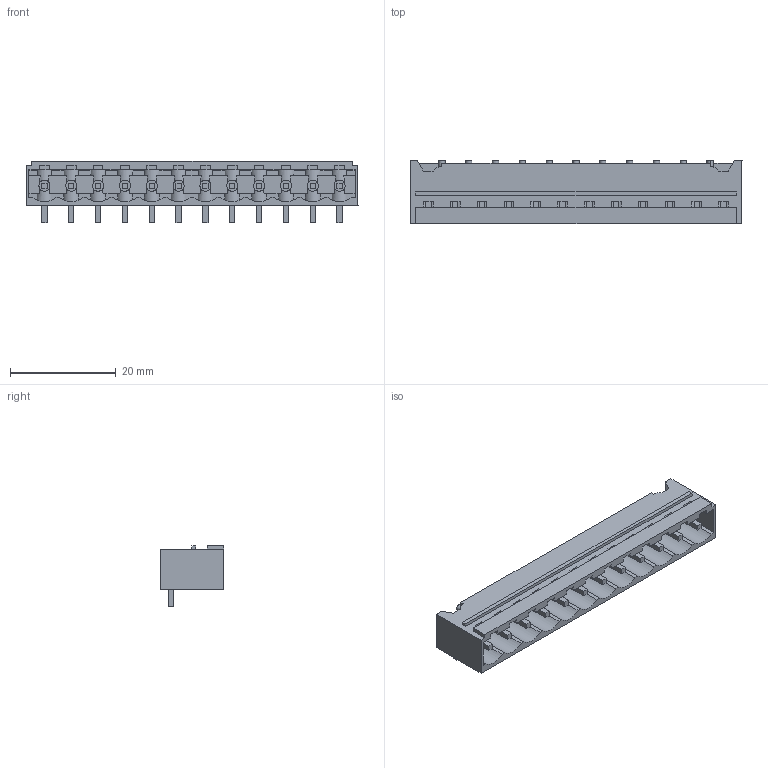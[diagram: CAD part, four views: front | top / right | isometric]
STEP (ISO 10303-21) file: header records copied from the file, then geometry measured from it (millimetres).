
FILE_DESCRIPTION(('CATIA V5 STEP Exchange','CAx-IF Rec.Pracs.--- Model Styling and Organization---1.4--- 2014-01-23'),'2;1');
FILE_NAME ('D1456040_1_1780280000_1780280000.stp','2021-02-08T08:16:50+00:00',('none'),('Weidmueller'),'CATIA Version 5-6 Release 2016 SP3 HF44','CATIA V5 STEP AP214','none');
FILE_SCHEMA(('AUTOMOTIVE_DESIGN { 1 0 10303 214 1 1 1 1 }'));
Length unit declared in the file: millimetre
Products named in the file (1): 1780280000
Bounding box: 62.86 x 12 x 11.63 mm (x, y, z)
Volume: 2315.5 mm3; surface area: 5359.3 mm2
Topology: 13 solids, 13 shells, 736 faces, 2252 edges, 1519 vertices
Faces by surface type: plane 607, cylinder 107, extrusion 22
Entity records: 24986 total; most frequent: CARTESIAN_POINT 5984, ORIENTED_EDGE 4504, DIRECTION 2729, EDGE_CURVE 2252, VECTOR 1609, LINE 1587, VERTEX_POINT 1519, EDGE_LOOP 763
